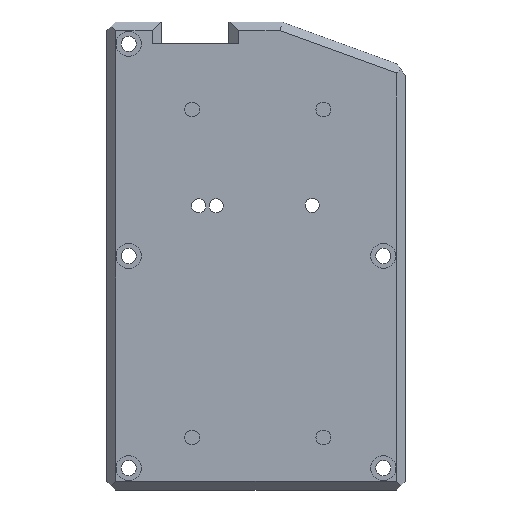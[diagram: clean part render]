
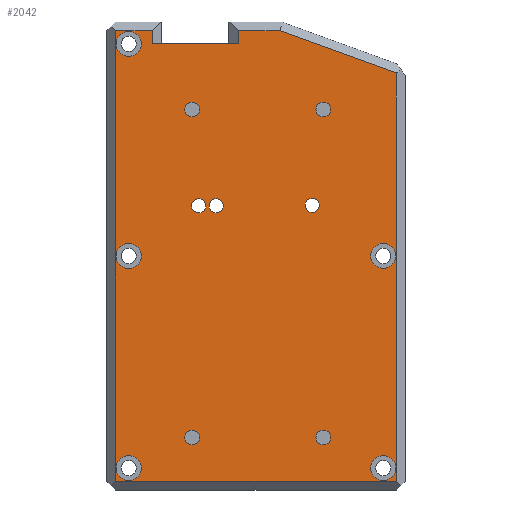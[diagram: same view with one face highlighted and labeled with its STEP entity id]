
A CAD part, top view. The second image highlights one B-rep face of the part: STEP entity #2042.
In plain terms, the highlighted planar face has unit normal (0, 0, 1).
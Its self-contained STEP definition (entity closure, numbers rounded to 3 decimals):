
#39=FACE_BOUND('',#363,.T.);
#40=FACE_BOUND('',#364,.T.);
#41=FACE_BOUND('',#365,.T.);
#42=FACE_BOUND('',#366,.T.);
#43=FACE_BOUND('',#367,.T.);
#44=FACE_BOUND('',#368,.T.);
#45=FACE_BOUND('',#369,.T.);
#46=FACE_BOUND('',#370,.T.);
#47=FACE_BOUND('',#371,.T.);
#48=FACE_BOUND('',#372,.T.);
#49=FACE_BOUND('',#373,.T.);
#50=FACE_BOUND('',#374,.T.);
#111=PLANE('',#2252);
#222=FACE_OUTER_BOUND('',#362,.T.);
#362=EDGE_LOOP('',(#1796,#1797,#1798,#1799,#1800,#1801,#1802,#1803,#1804));
#363=EDGE_LOOP('',(#1805));
#364=EDGE_LOOP('',(#1806));
#365=EDGE_LOOP('',(#1807));
#366=EDGE_LOOP('',(#1808));
#367=EDGE_LOOP('',(#1809));
#368=EDGE_LOOP('',(#1810));
#369=EDGE_LOOP('',(#1811));
#370=EDGE_LOOP('',(#1812));
#371=EDGE_LOOP('',(#1813));
#372=EDGE_LOOP('',(#1814));
#373=EDGE_LOOP('',(#1815));
#374=EDGE_LOOP('',(#1816));
#543=LINE('',#3349,#744);
#552=LINE('',#3366,#753);
#559=LINE('',#3379,#760);
#563=LINE('',#3387,#764);
#564=LINE('',#3389,#765);
#565=LINE('',#3391,#766);
#566=LINE('',#3393,#767);
#567=LINE('',#3395,#768);
#568=LINE('',#3396,#769);
#744=VECTOR('',#2763,10.);
#753=VECTOR('',#2778,10.);
#760=VECTOR('',#2789,10.);
#764=VECTOR('',#2795,10.);
#765=VECTOR('',#2796,10.);
#766=VECTOR('',#2797,10.);
#767=VECTOR('',#2798,10.);
#768=VECTOR('',#2799,10.);
#769=VECTOR('',#2800,10.);
#815=CIRCLE('',#2104,1.625);
#817=CIRCLE('',#2107,1.625);
#819=CIRCLE('',#2110,1.625);
#820=CIRCLE('',#2112,1.7);
#822=CIRCLE('',#2116,1.7);
#824=CIRCLE('',#2120,1.7);
#826=CIRCLE('',#2124,1.7);
#832=CIRCLE('',#2140,2.86);
#835=CIRCLE('',#2145,2.86);
#838=CIRCLE('',#2150,2.85);
#841=CIRCLE('',#2155,2.86);
#844=CIRCLE('',#2160,2.86);
#906=VERTEX_POINT('',#2940);
#908=VERTEX_POINT('',#2946);
#910=VERTEX_POINT('',#2952);
#911=VERTEX_POINT('',#2956);
#913=VERTEX_POINT('',#2963);
#915=VERTEX_POINT('',#2970);
#917=VERTEX_POINT('',#2977);
#923=VERTEX_POINT('',#3004);
#926=VERTEX_POINT('',#3013);
#929=VERTEX_POINT('',#3022);
#932=VERTEX_POINT('',#3031);
#935=VERTEX_POINT('',#3040);
#1037=VERTEX_POINT('',#3346);
#1038=VERTEX_POINT('',#3348);
#1043=VERTEX_POINT('',#3365);
#1047=VERTEX_POINT('',#3378);
#1050=VERTEX_POINT('',#3386);
#1051=VERTEX_POINT('',#3388);
#1052=VERTEX_POINT('',#3390);
#1053=VERTEX_POINT('',#3392);
#1054=VERTEX_POINT('',#3394);
#1097=EDGE_CURVE('',#906,#906,#815,.T.);
#1100=EDGE_CURVE('',#908,#908,#817,.T.);
#1103=EDGE_CURVE('',#910,#910,#819,.T.);
#1105=EDGE_CURVE('',#911,#911,#820,.T.);
#1108=EDGE_CURVE('',#913,#913,#822,.T.);
#1111=EDGE_CURVE('',#915,#915,#824,.T.);
#1114=EDGE_CURVE('',#917,#917,#826,.T.);
#1125=EDGE_CURVE('',#923,#923,#832,.T.);
#1129=EDGE_CURVE('',#926,#926,#835,.T.);
#1133=EDGE_CURVE('',#929,#929,#838,.T.);
#1137=EDGE_CURVE('',#932,#932,#841,.T.);
#1141=EDGE_CURVE('',#935,#935,#844,.T.);
#1292=EDGE_CURVE('',#1037,#1038,#543,.T.);
#1301=EDGE_CURVE('',#1038,#1043,#552,.T.);
#1308=EDGE_CURVE('',#1043,#1047,#559,.T.);
#1312=EDGE_CURVE('',#1050,#1037,#563,.T.);
#1313=EDGE_CURVE('',#1051,#1050,#564,.T.);
#1314=EDGE_CURVE('',#1052,#1051,#565,.T.);
#1315=EDGE_CURVE('',#1053,#1052,#566,.T.);
#1316=EDGE_CURVE('',#1053,#1054,#567,.T.);
#1317=EDGE_CURVE('',#1047,#1054,#568,.T.);
#1796=ORIENTED_EDGE('',*,*,#1292,.F.);
#1797=ORIENTED_EDGE('',*,*,#1312,.F.);
#1798=ORIENTED_EDGE('',*,*,#1313,.F.);
#1799=ORIENTED_EDGE('',*,*,#1314,.F.);
#1800=ORIENTED_EDGE('',*,*,#1315,.F.);
#1801=ORIENTED_EDGE('',*,*,#1316,.T.);
#1802=ORIENTED_EDGE('',*,*,#1317,.F.);
#1803=ORIENTED_EDGE('',*,*,#1308,.F.);
#1804=ORIENTED_EDGE('',*,*,#1301,.F.);
#1805=ORIENTED_EDGE('',*,*,#1097,.T.);
#1806=ORIENTED_EDGE('',*,*,#1100,.T.);
#1807=ORIENTED_EDGE('',*,*,#1103,.T.);
#1808=ORIENTED_EDGE('',*,*,#1105,.T.);
#1809=ORIENTED_EDGE('',*,*,#1108,.T.);
#1810=ORIENTED_EDGE('',*,*,#1111,.T.);
#1811=ORIENTED_EDGE('',*,*,#1114,.T.);
#1812=ORIENTED_EDGE('',*,*,#1125,.T.);
#1813=ORIENTED_EDGE('',*,*,#1129,.T.);
#1814=ORIENTED_EDGE('',*,*,#1133,.T.);
#1815=ORIENTED_EDGE('',*,*,#1137,.T.);
#1816=ORIENTED_EDGE('',*,*,#1141,.T.);
#2042=ADVANCED_FACE('',(#222,#39,#40,#41,#42,#43,#44,#45,#46,#47,#48,#49,
#50),#111,.T.);
#2104=AXIS2_PLACEMENT_3D('',#2941,#2344,#2345);
#2107=AXIS2_PLACEMENT_3D('',#2947,#2351,#2352);
#2110=AXIS2_PLACEMENT_3D('',#2953,#2358,#2359);
#2112=AXIS2_PLACEMENT_3D('',#2957,#2363,#2364);
#2116=AXIS2_PLACEMENT_3D('',#2964,#2372,#2373);
#2120=AXIS2_PLACEMENT_3D('',#2971,#2381,#2382);
#2124=AXIS2_PLACEMENT_3D('',#2978,#2390,#2391);
#2140=AXIS2_PLACEMENT_3D('',#3005,#2427,#2428);
#2145=AXIS2_PLACEMENT_3D('',#3014,#2438,#2439);
#2150=AXIS2_PLACEMENT_3D('',#3023,#2449,#2450);
#2155=AXIS2_PLACEMENT_3D('',#3032,#2460,#2461);
#2160=AXIS2_PLACEMENT_3D('',#3041,#2471,#2472);
#2252=AXIS2_PLACEMENT_3D('',#3385,#2793,#2794);
#2344=DIRECTION('center_axis',(0.,0.,-1.));
#2345=DIRECTION('ref_axis',(-1.,0.,0.));
#2351=DIRECTION('center_axis',(0.,0.,-1.));
#2352=DIRECTION('ref_axis',(-1.,0.,0.));
#2358=DIRECTION('center_axis',(0.,0.,-1.));
#2359=DIRECTION('ref_axis',(-1.,0.,0.));
#2363=DIRECTION('center_axis',(0.,0.,-1.));
#2364=DIRECTION('ref_axis',(-1.,0.,0.));
#2372=DIRECTION('center_axis',(0.,0.,-1.));
#2373=DIRECTION('ref_axis',(-1.,0.,0.));
#2381=DIRECTION('center_axis',(0.,0.,-1.));
#2382=DIRECTION('ref_axis',(-1.,0.,0.));
#2390=DIRECTION('center_axis',(0.,0.,-1.));
#2391=DIRECTION('ref_axis',(-1.,0.,0.));
#2427=DIRECTION('center_axis',(0.,0.,-1.));
#2428=DIRECTION('ref_axis',(-1.,0.,0.));
#2438=DIRECTION('center_axis',(0.,0.,-1.));
#2439=DIRECTION('ref_axis',(-1.,0.,0.));
#2449=DIRECTION('center_axis',(0.,0.,-1.));
#2450=DIRECTION('ref_axis',(-1.,0.,0.));
#2460=DIRECTION('center_axis',(0.,0.,-1.));
#2461=DIRECTION('ref_axis',(-1.,0.,0.));
#2471=DIRECTION('center_axis',(0.,0.,-1.));
#2472=DIRECTION('ref_axis',(-1.,0.,0.));
#2763=DIRECTION('',(-1.,0.,0.));
#2778=DIRECTION('',(0.,1.,0.));
#2789=DIRECTION('',(1.,0.,0.));
#2793=DIRECTION('center_axis',(0.,0.,1.));
#2794=DIRECTION('ref_axis',(1.,0.,0.));
#2795=DIRECTION('',(0.,-1.,0.));
#2796=DIRECTION('',(0.94,-0.342,0.));
#2797=DIRECTION('',(1.,0.,0.));
#2798=DIRECTION('',(0.,1.,0.));
#2799=DIRECTION('',(-1.,0.,0.));
#2800=DIRECTION('',(0.,-1.,0.));
#2940=CARTESIAN_POINT('',(-16.875,8.,35.));
#2941=CARTESIAN_POINT('Origin',(-18.5,8.,35.));
#2946=CARTESIAN_POINT('',(-12.875,8.,35.));
#2947=CARTESIAN_POINT('Origin',(-14.5,8.,35.));
#2952=CARTESIAN_POINT('',(9.095,8.072,35.));
#2953=CARTESIAN_POINT('Origin',(7.47,8.072,35.));
#2956=CARTESIAN_POINT('',(11.7,-45.,35.));
#2957=CARTESIAN_POINT('Origin',(10.,-45.,35.));
#2963=CARTESIAN_POINT('',(11.7,30.,35.));
#2964=CARTESIAN_POINT('Origin',(10.,30.,35.));
#2970=CARTESIAN_POINT('',(-18.3,-45.,35.));
#2971=CARTESIAN_POINT('Origin',(-20.,-45.,35.));
#2977=CARTESIAN_POINT('',(-18.3,30.,35.));
#2978=CARTESIAN_POINT('Origin',(-20.,30.,35.));
#3004=CARTESIAN_POINT('',(-31.628,45.,35.));
#3005=CARTESIAN_POINT('Origin',(-34.488,45.,35.));
#3013=CARTESIAN_POINT('',(-31.628,-3.5,35.));
#3014=CARTESIAN_POINT('Origin',(-34.488,-3.5,35.));
#3022=CARTESIAN_POINT('',(26.553,-3.5,35.));
#3023=CARTESIAN_POINT('Origin',(23.703,-3.5,35.));
#3031=CARTESIAN_POINT('',(-31.628,-52.,35.));
#3032=CARTESIAN_POINT('Origin',(-34.488,-52.,35.));
#3040=CARTESIAN_POINT('',(26.563,-52.,35.));
#3041=CARTESIAN_POINT('Origin',(23.703,-52.,35.));
#3346=CARTESIAN_POINT('',(26.703,-55.,35.));
#3348=CARTESIAN_POINT('',(-37.488,-55.,35.));
#3349=CARTESIAN_POINT('',(-22.44,-55.,35.));
#3365=CARTESIAN_POINT('',(-37.488,48.,35.));
#3366=CARTESIAN_POINT('',(-37.488,23.25,35.));
#3378=CARTESIAN_POINT('',(-29.093,48.,35.));
#3379=CARTESIAN_POINT('',(-2.44,48.,35.));
#3385=CARTESIAN_POINT('Origin',(-5.393,-3.5,35.));
#3386=CARTESIAN_POINT('',(26.703,38.339,35.));
#3387=CARTESIAN_POINT('',(26.703,-30.25,35.));
#3388=CARTESIAN_POINT('',(0.159,48.,35.));
#3389=CARTESIAN_POINT('',(19.914,40.81,35.));
#3390=CARTESIAN_POINT('',(-9.401,48.,35.));
#3391=CARTESIAN_POINT('',(-2.44,48.,35.));
#3392=CARTESIAN_POINT('',(-9.401,45.,35.));
#3393=CARTESIAN_POINT('',(-9.401,23.25,35.));
#3394=CARTESIAN_POINT('',(-29.093,45.,35.));
#3395=CARTESIAN_POINT('',(-12.32,45.,35.));
#3396=CARTESIAN_POINT('',(-29.093,23.25,35.));
